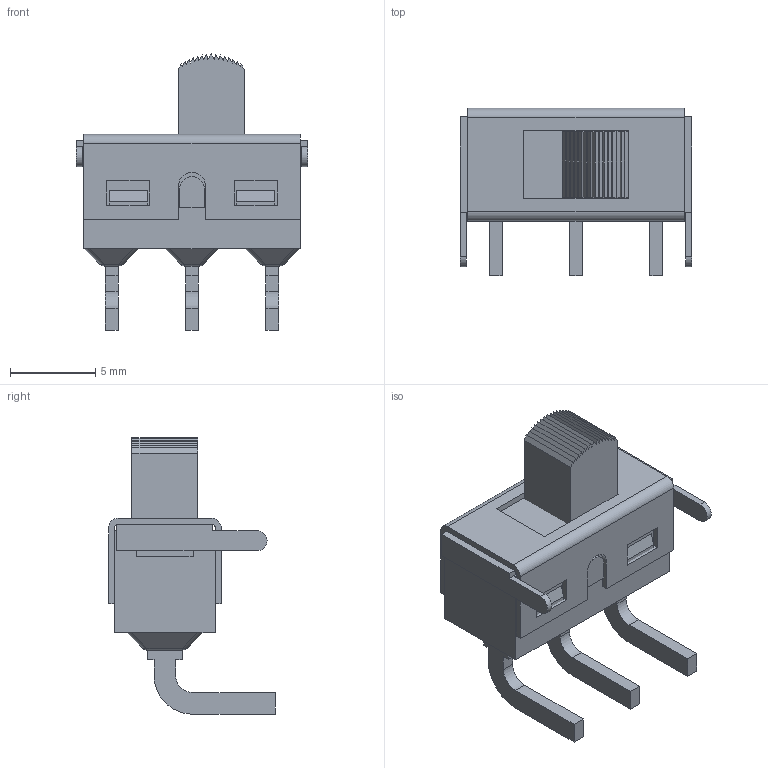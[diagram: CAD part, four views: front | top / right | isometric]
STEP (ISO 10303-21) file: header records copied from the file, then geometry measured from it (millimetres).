
FILE_DESCRIPTION((''),'2;1');
FILE_NAME('500SSP1S1M6xEA.stp','2011-08-02T11:01:48',('blarson'),(''),'Autodesk Inventor 11','Autodesk Inventor 11','');
FILE_SCHEMA(('AUTOMOTIVE_DESIGN { 1 0 10303 214 1 1 1 1 }'));
Length unit declared in the file: millimetre
Products named in the file (6): T511069; 500 SSP BODY; 500 SSP COVER-2POS; 500 ACTUATOR S1; 500 SSP M6; 500 SSP M6 SUPPORT
Assembly tree (5 placements, depth 2):
  T511069
    500 SSP BODY
    500 SSP COVER-2POS
    500 ACTUATOR S1
    500 SSP M6
    500 SSP M6 SUPPORT
Bounding box: 13.57 x 9.78 x 16.19 mm (x, y, z)
Volume: 421.7 mm3; surface area: 1523.4 mm2
Topology: 7 solids, 7 shells, 249 faces, 642 edges, 407 vertices
Faces by surface type: plane 164, cylinder 39, bspline 33, sphere 12, cone 1
Full cylindrical faces by diameter (mm): 2.4 x1
Entity records: 7560 total; most frequent: CARTESIAN_POINT 1422, ORIENTED_EDGE 1256, DIRECTION 1165, EDGE_CURVE 628, VECTOR 545, LINE 545, VERTEX_POINT 407, AXIS2_PLACEMENT_3D 310
